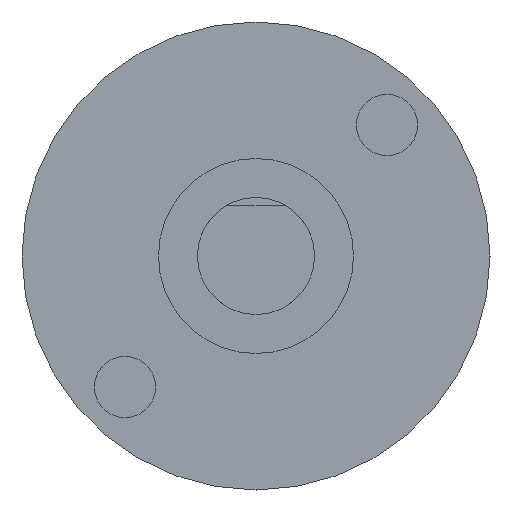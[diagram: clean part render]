
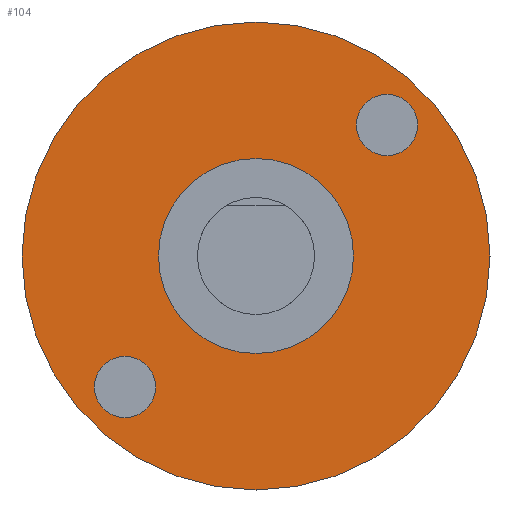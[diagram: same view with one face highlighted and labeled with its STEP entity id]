
A CAD part, front view. The second image highlights one B-rep face of the part: STEP entity #104.
In plain terms, the highlighted planar face has unit normal (0, -1, 0).
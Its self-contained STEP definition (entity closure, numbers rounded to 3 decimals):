
#104 = ADVANCED_FACE( '', ( #221, #222, #223, #224 ), #225, .T. );
#221 = FACE_BOUND( '', #340, .T. );
#222 = FACE_BOUND( '', #341, .T. );
#223 = FACE_OUTER_BOUND( '', #342, .T. );
#224 = FACE_BOUND( '', #343, .T. );
#225 = PLANE( '', #344 );
#340 = EDGE_LOOP( '', ( #546 ) );
#341 = EDGE_LOOP( '', ( #547 ) );
#342 = EDGE_LOOP( '', ( #548 ) );
#343 = EDGE_LOOP( '', ( #549 ) );
#344 = AXIS2_PLACEMENT_3D( '', #550, #551, #552 );
#546 = ORIENTED_EDGE( '', *, *, #630, .T. );
#547 = ORIENTED_EDGE( '', *, *, #685, .T. );
#548 = ORIENTED_EDGE( '', *, *, #646, .T. );
#549 = ORIENTED_EDGE( '', *, *, #622, .F. );
#550 = CARTESIAN_POINT( '', ( 0., 0., 2.5 ) );
#551 = DIRECTION( '', ( 0., -1., 0. ) );
#552 = DIRECTION( '', ( 0., 0., -1. ) );
#622 = EDGE_CURVE( '', #721, #721, #722, .T. );
#630 = EDGE_CURVE( '', #734, #734, #735, .T. );
#646 = EDGE_CURVE( '', #762, #762, #763, .T. );
#685 = EDGE_CURVE( '', #814, #814, #815, .T. );
#721 = VERTEX_POINT( '', #859 );
#722 = CIRCLE( '', #860, 2.5 );
#734 = VERTEX_POINT( '', #875 );
#735 = CIRCLE( '', #876, 0.784 );
#762 = VERTEX_POINT( '', #911 );
#763 = CIRCLE( '', #912, 6. );
#814 = VERTEX_POINT( '', #981 );
#815 = CIRCLE( '', #982, 0.784 );
#859 = CARTESIAN_POINT( '', ( 0., 0., -2.5 ) );
#860 = AXIS2_PLACEMENT_3D( '', #1013, #1014, #1015 );
#875 = CARTESIAN_POINT( '', ( 3.359, 0., 2.575 ) );
#876 = AXIS2_PLACEMENT_3D( '', #1025, #1026, #1027 );
#911 = CARTESIAN_POINT( '', ( 0., 0., -6. ) );
#912 = AXIS2_PLACEMENT_3D( '', #1045, #1046, #1047 );
#981 = CARTESIAN_POINT( '', ( -3.359, 0., -4.142 ) );
#982 = AXIS2_PLACEMENT_3D( '', #1078, #1079, #1080 );
#1013 = CARTESIAN_POINT( '', ( 0., 0., 0. ) );
#1014 = DIRECTION( '', ( 0., -1., 0. ) );
#1015 = DIRECTION( '', ( 0., 0., -1. ) );
#1025 = CARTESIAN_POINT( '', ( 3.359, 0., 3.359 ) );
#1026 = DIRECTION( '', ( 0., 1., 0. ) );
#1027 = DIRECTION( '', ( 0., 0., -1. ) );
#1045 = CARTESIAN_POINT( '', ( 0., 0., 0. ) );
#1046 = DIRECTION( '', ( 0., -1., 0. ) );
#1047 = DIRECTION( '', ( 0., 0., -1. ) );
#1078 = CARTESIAN_POINT( '', ( -3.359, 0., -3.359 ) );
#1079 = DIRECTION( '', ( 0., 1., 0. ) );
#1080 = DIRECTION( '', ( 0., 0., -1. ) );
